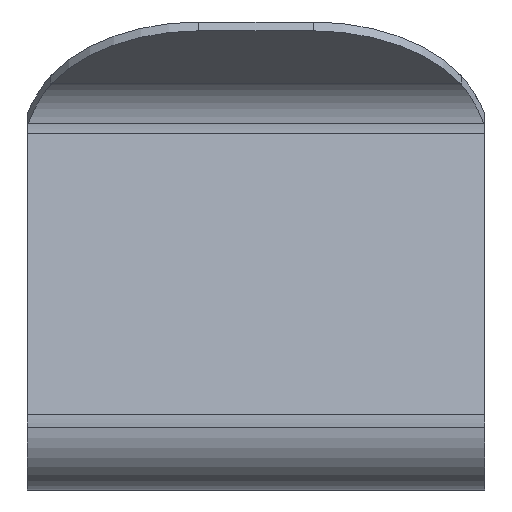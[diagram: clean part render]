
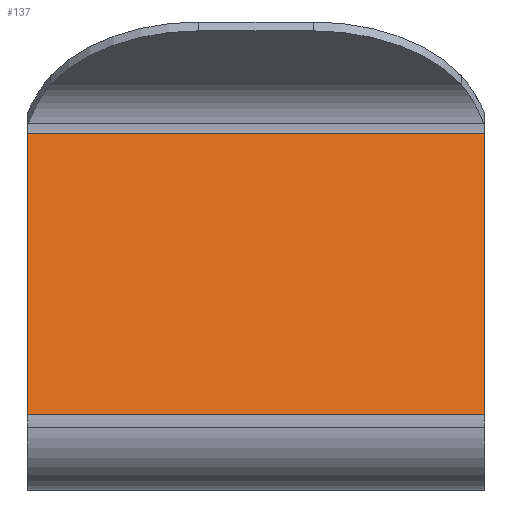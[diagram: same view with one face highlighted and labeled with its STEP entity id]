
A CAD part, left-side view. The second image highlights one B-rep face of the part: STEP entity #137.
In plain terms, the highlighted planar face has unit normal (-0.981, 0, 0.192).
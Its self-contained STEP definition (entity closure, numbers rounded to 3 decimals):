
#137=ADVANCED_FACE('',(#274),#275,.T.);
#274=FACE_OUTER_BOUND('',#408,.T.);
#275=PLANE('',#409);
#408=EDGE_LOOP('',(#777,#778,#779,#780));
#409=AXIS2_PLACEMENT_3D('',#781,#782,#783);
#777=ORIENTED_EDGE('',*,*,#910,.T.);
#778=ORIENTED_EDGE('',*,*,#849,.T.);
#779=ORIENTED_EDGE('',*,*,#924,.F.);
#780=ORIENTED_EDGE('',*,*,#986,.F.);
#781=CARTESIAN_POINT('',(-8.117,4.,-1.95));
#782=DIRECTION('',(-0.981,0.,0.192));
#783=DIRECTION('',(0.,1.0,0.0));
#849=EDGE_CURVE('',#1021,#1019,#1022,.T.);
#910=EDGE_CURVE('',#1130,#1021,#1131,.T.);
#924=EDGE_CURVE('',#1146,#1019,#1148,.T.);
#986=EDGE_CURVE('',#1130,#1146,#1225,.T.);
#1019=VERTEX_POINT('',#1265);
#1021=VERTEX_POINT('',#1267);
#1022=LINE('',#1268,#1269);
#1130=VERTEX_POINT('',#1398);
#1131=LINE('',#1399,#1400);
#1146=VERTEX_POINT('',#1419);
#1148=LINE('',#1421,#1422);
#1225=LINE('',#1523,#1524);
#1265=CARTESIAN_POINT('',(-9.079,-4.,-6.866));
#1267=CARTESIAN_POINT('',(-9.079,4.,-6.866));
#1268=CARTESIAN_POINT('',(-9.079,4.,-6.866));
#1269=VECTOR('',#1566,8.0);
#1398=CARTESIAN_POINT('',(-8.117,4.,-1.95));
#1399=CARTESIAN_POINT('',(-8.117,4.,-1.95));
#1400=VECTOR('',#1684,5.009);
#1419=CARTESIAN_POINT('',(-8.117,-4.,-1.95));
#1421=CARTESIAN_POINT('',(-8.117,-4.,-1.95));
#1422=VECTOR('',#1704,5.009);
#1523=CARTESIAN_POINT('',(-8.117,4.,-1.95));
#1524=VECTOR('',#1771,8.0);
#1566=DIRECTION('',(0.,-1.0,0.));
#1684=DIRECTION('',(-0.192,0.,-0.981));
#1704=DIRECTION('',(-0.192,0.,-0.981));
#1771=DIRECTION('',(0.,-1.0,0.));
